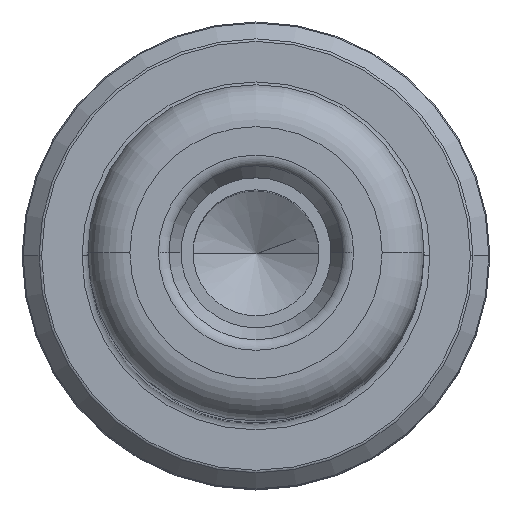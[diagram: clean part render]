
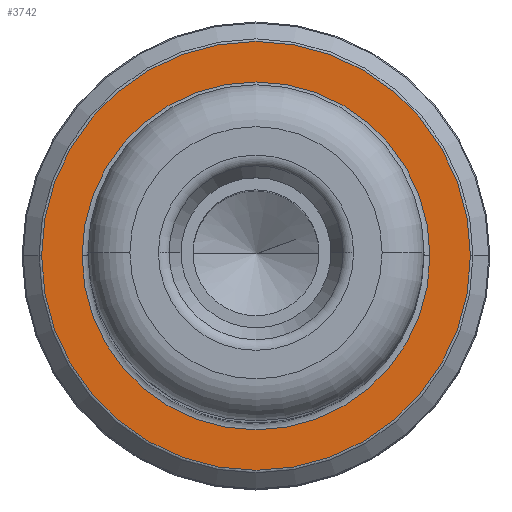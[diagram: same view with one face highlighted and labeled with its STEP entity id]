
A CAD part, top view. The second image highlights one B-rep face of the part: STEP entity #3742.
In plain terms, the highlighted planar face has unit normal (0, 0, 1).
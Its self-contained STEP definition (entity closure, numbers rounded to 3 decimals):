
#15 = AXIS2_PLACEMENT_3D ( 'NONE', #3402, #2500, #358 ) ;
#39 = PLANE ( 'NONE',  #957 ) ;
#302 = DIRECTION ( 'NONE',  ( -1., 0., 0. ) ) ;
#358 = DIRECTION ( 'NONE',  ( -1., 0., 0. ) ) ;
#634 = ORIENTED_EDGE ( 'NONE', *, *, #857, .T. ) ;
#636 = DIRECTION ( 'NONE',  ( 0., 0., 1. ) ) ;
#724 = ORIENTED_EDGE ( 'NONE', *, *, #2025, .T. ) ;
#857 = EDGE_CURVE ( 'NONE', #2798, #3739, #3749, .T. ) ;
#887 = CARTESIAN_POINT ( 'NONE',  ( -17.876, 0., 30. ) ) ;
#903 = DIRECTION ( 'NONE',  ( 0., 0., -1. ) ) ;
#932 = CARTESIAN_POINT ( 'NONE',  ( 0., 0., 30. ) ) ;
#953 = CARTESIAN_POINT ( 'NONE',  ( -14.5, 0., 30. ) ) ;
#957 = AXIS2_PLACEMENT_3D ( 'NONE', #932, #636, #3902 ) ;
#1228 = FACE_BOUND ( 'NONE', #1313, .T. ) ;
#1238 = CARTESIAN_POINT ( 'NONE',  ( 0., 0., 30. ) ) ;
#1313 = EDGE_LOOP ( 'NONE', ( #724, #634 ) ) ;
#1352 = AXIS2_PLACEMENT_3D ( 'NONE', #3748, #1620, #2823 ) ;
#1411 = EDGE_LOOP ( 'NONE', ( #3090, #3597 ) ) ;
#1417 = CIRCLE ( 'NONE', #15, 14.5 ) ;
#1541 = DIRECTION ( 'NONE',  ( 0., 0., 1. ) ) ;
#1543 = EDGE_CURVE ( 'NONE', #3378, #2022, #3307, .T. ) ;
#1620 = DIRECTION ( 'NONE',  ( 0., 0., 1. ) ) ;
#2022 = VERTEX_POINT ( 'NONE', #3427 ) ;
#2025 = EDGE_CURVE ( 'NONE', #3739, #2798, #1417, .T. ) ;
#2034 = CIRCLE ( 'NONE', #1352, 17.876 ) ;
#2152 = DIRECTION ( 'NONE',  ( 1., 0., 0. ) ) ;
#2264 = EDGE_CURVE ( 'NONE', #2022, #3378, #2034, .T. ) ;
#2500 = DIRECTION ( 'NONE',  ( 0., 0., -1. ) ) ;
#2682 = CARTESIAN_POINT ( 'NONE',  ( 14.5, 0., 30. ) ) ;
#2798 = VERTEX_POINT ( 'NONE', #2682 ) ;
#2823 = DIRECTION ( 'NONE',  ( 1., 0., 0. ) ) ;
#2919 = AXIS2_PLACEMENT_3D ( 'NONE', #1238, #1541, #2152 ) ;
#3090 = ORIENTED_EDGE ( 'NONE', *, *, #2264, .T. ) ;
#3307 = CIRCLE ( 'NONE', #2919, 17.876 ) ;
#3358 = AXIS2_PLACEMENT_3D ( 'NONE', #3628, #903, #302 ) ;
#3378 = VERTEX_POINT ( 'NONE', #887 ) ;
#3402 = CARTESIAN_POINT ( 'NONE',  ( 0., 0., 30. ) ) ;
#3427 = CARTESIAN_POINT ( 'NONE',  ( 17.876, 0., 30. ) ) ;
#3597 = ORIENTED_EDGE ( 'NONE', *, *, #1543, .T. ) ;
#3628 = CARTESIAN_POINT ( 'NONE',  ( 0., 0., 30. ) ) ;
#3660 = FACE_OUTER_BOUND ( 'NONE', #1411, .T. ) ;
#3739 = VERTEX_POINT ( 'NONE', #953 ) ;
#3742 = ADVANCED_FACE ( 'NONE', ( #1228, #3660 ), #39, .T. ) ;
#3748 = CARTESIAN_POINT ( 'NONE',  ( 0., 0., 30. ) ) ;
#3749 = CIRCLE ( 'NONE', #3358, 14.5 ) ;
#3902 = DIRECTION ( 'NONE',  ( 1., 0., 0. ) ) ;
